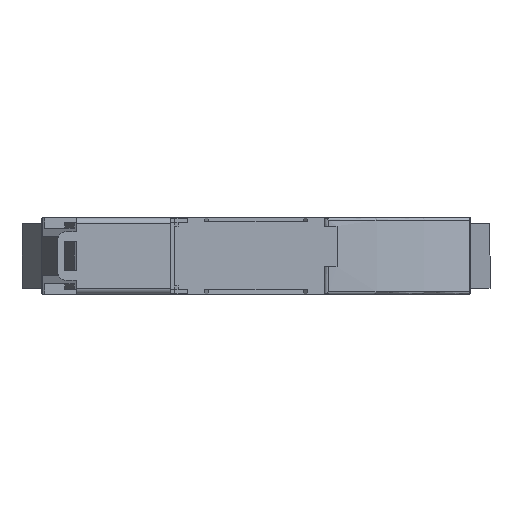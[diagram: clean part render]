
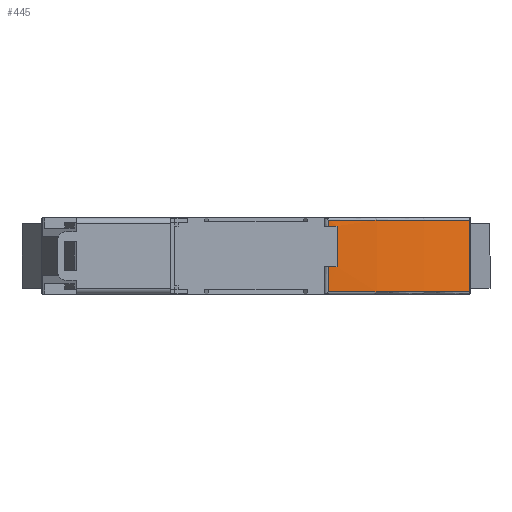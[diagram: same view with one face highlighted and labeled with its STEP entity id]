
A CAD part, front view. The second image highlights one B-rep face of the part: STEP entity #445.
In plain terms, the highlighted cylindrical face has radius 80 mm (diameter 160 mm), a partial arc.
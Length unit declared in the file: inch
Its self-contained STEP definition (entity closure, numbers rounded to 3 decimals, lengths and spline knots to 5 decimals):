
#40 = AXIS2_PLACEMENT_3D ( 'NONE', #4847, #1819, #2447 ) ;
#81 = CARTESIAN_POINT ( 'NONE',  ( 0.65908, -0.3259, -0.3189 ) ) ;
#222 = DIRECTION ( 'NONE',  ( 0., 0., 1. ) ) ;
#421 = VERTEX_POINT ( 'NONE', #1969 ) ;
#445 = ADVANCED_FACE ( 'NONE', ( #2530 ), #4295, .T. ) ;
#467 = LINE ( 'NONE', #2682, #2226 ) ;
#506 = EDGE_CURVE ( 'NONE', #1426, #2519, #1128, .T. ) ;
#516 = CARTESIAN_POINT ( 'NONE',  ( 0.73622, -0.32183, 0.27953 ) ) ;
#587 = EDGE_CURVE ( 'NONE', #421, #940, #1843, .T. ) ;
#802 = DIRECTION ( 'NONE',  ( -1., 0., 0. ) ) ;
#902 = LINE ( 'NONE', #4750, #1051 ) ;
#940 = VERTEX_POINT ( 'NONE', #2865 ) ;
#1023 = CARTESIAN_POINT ( 'NONE',  ( 0.5315, 2.82112, 0.27953 ) ) ;
#1051 = VECTOR ( 'NONE', #2121, 39.37008 ) ;
#1128 = CIRCLE ( 'NONE', #2188, 3.14961 ) ;
#1163 = VERTEX_POINT ( 'NONE', #81 ) ;
#1192 = EDGE_CURVE ( 'NONE', #4217, #2519, #3586, .T. ) ;
#1392 = DIRECTION ( 'NONE',  ( 0., 0., -1. ) ) ;
#1426 = VERTEX_POINT ( 'NONE', #4649 ) ;
#1503 = ORIENTED_EDGE ( 'NONE', *, *, #587, .T. ) ;
#1574 = CARTESIAN_POINT ( 'NONE',  ( 0.65908, -0.3259, -0.28937 ) ) ;
#1586 = EDGE_CURVE ( 'NONE', #2974, #4217, #3393, .T. ) ;
#1819 = DIRECTION ( 'NONE',  ( 0., 0., 1. ) ) ;
#1843 = CIRCLE ( 'NONE', #2567, 3.14961 ) ;
#1925 = DIRECTION ( 'NONE',  ( -1., 0., 0. ) ) ;
#1969 = CARTESIAN_POINT ( 'NONE',  ( 1.93792, 0.00297, 0.33465 ) ) ;
#1982 = EDGE_LOOP ( 'NONE', ( #1503, #4732, #5407, #4603, #2507, #3451, #4755, #2260 ) ) ;
#2102 = CARTESIAN_POINT ( 'NONE',  ( 0.5315, 2.82112, -0.05906 ) ) ;
#2121 = DIRECTION ( 'NONE',  ( 0., 0., 1. ) ) ;
#2188 = AXIS2_PLACEMENT_3D ( 'NONE', #2847, #222, #5522 ) ;
#2226 = VECTOR ( 'NONE', #4864, 39.37008 ) ;
#2258 = CARTESIAN_POINT ( 'NONE',  ( 0.73622, -0.32183, 0.30512 ) ) ;
#2260 = ORIENTED_EDGE ( 'NONE', *, *, #4526, .T. ) ;
#2447 = DIRECTION ( 'NONE',  ( 1., 0., 0. ) ) ;
#2490 = CIRCLE ( 'NONE', #40, 3.14961 ) ;
#2507 = ORIENTED_EDGE ( 'NONE', *, *, #506, .F. ) ;
#2519 = VERTEX_POINT ( 'NONE', #5290 ) ;
#2530 = FACE_OUTER_BOUND ( 'NONE', #1982, .T. ) ;
#2567 = AXIS2_PLACEMENT_3D ( 'NONE', #5394, #5494, #1925 ) ;
#2682 = CARTESIAN_POINT ( 'NONE',  ( 0.65908, -0.3259, 0.35433 ) ) ;
#2759 = DIRECTION ( 'NONE',  ( 0., 0., 1. ) ) ;
#2847 = CARTESIAN_POINT ( 'NONE',  ( 0.5315, 2.82112, -0.09055 ) ) ;
#2865 = CARTESIAN_POINT ( 'NONE',  ( 0.65908, -0.3259, 0.33465 ) ) ;
#2930 = VERTEX_POINT ( 'NONE', #4508 ) ;
#2937 = VECTOR ( 'NONE', #1392, 39.37008 ) ;
#2974 = VERTEX_POINT ( 'NONE', #3475 ) ;
#3013 = EDGE_CURVE ( 'NONE', #1163, #2930, #2490, .T. ) ;
#3031 = AXIS2_PLACEMENT_3D ( 'NONE', #2102, #3878, #802 ) ;
#3393 = CIRCLE ( 'NONE', #4758, 3.14961 ) ;
#3451 = ORIENTED_EDGE ( 'NONE', *, *, #4249, .T. ) ;
#3475 = CARTESIAN_POINT ( 'NONE',  ( 0.65908, -0.3259, 0.27953 ) ) ;
#3586 = LINE ( 'NONE', #2258, #2937 ) ;
#3744 = LINE ( 'NONE', #1574, #5336 ) ;
#3878 = DIRECTION ( 'NONE',  ( 0., 0., -1. ) ) ;
#4217 = VERTEX_POINT ( 'NONE', #516 ) ;
#4249 = EDGE_CURVE ( 'NONE', #1426, #1163, #3744, .T. ) ;
#4295 = CYLINDRICAL_SURFACE ( 'NONE', #3031, 3.14961 ) ;
#4508 = CARTESIAN_POINT ( 'NONE',  ( 1.93792, 0.00297, -0.3189 ) ) ;
#4526 = EDGE_CURVE ( 'NONE', #2930, #421, #902, .T. ) ;
#4603 = ORIENTED_EDGE ( 'NONE', *, *, #1192, .T. ) ;
#4626 = EDGE_CURVE ( 'NONE', #2974, #940, #467, .T. ) ;
#4649 = CARTESIAN_POINT ( 'NONE',  ( 0.65908, -0.3259, -0.09055 ) ) ;
#4732 = ORIENTED_EDGE ( 'NONE', *, *, #4626, .F. ) ;
#4750 = CARTESIAN_POINT ( 'NONE',  ( 1.93792, 0.00297, -0.05906 ) ) ;
#4755 = ORIENTED_EDGE ( 'NONE', *, *, #3013, .T. ) ;
#4758 = AXIS2_PLACEMENT_3D ( 'NONE', #1023, #2759, #4849 ) ;
#4847 = CARTESIAN_POINT ( 'NONE',  ( 0.5315, 2.82112, -0.3189 ) ) ;
#4849 = DIRECTION ( 'NONE',  ( -1., 0., 0. ) ) ;
#4864 = DIRECTION ( 'NONE',  ( 0., 0., 1. ) ) ;
#5290 = CARTESIAN_POINT ( 'NONE',  ( 0.73622, -0.32183, -0.09055 ) ) ;
#5336 = VECTOR ( 'NONE', #5504, 39.37008 ) ;
#5394 = CARTESIAN_POINT ( 'NONE',  ( 0.5315, 2.82112, 0.33465 ) ) ;
#5407 = ORIENTED_EDGE ( 'NONE', *, *, #1586, .T. ) ;
#5494 = DIRECTION ( 'NONE',  ( 0., 0., -1. ) ) ;
#5504 = DIRECTION ( 'NONE',  ( 0., 0., -1. ) ) ;
#5522 = DIRECTION ( 'NONE',  ( 1., 0., 0. ) ) ;
